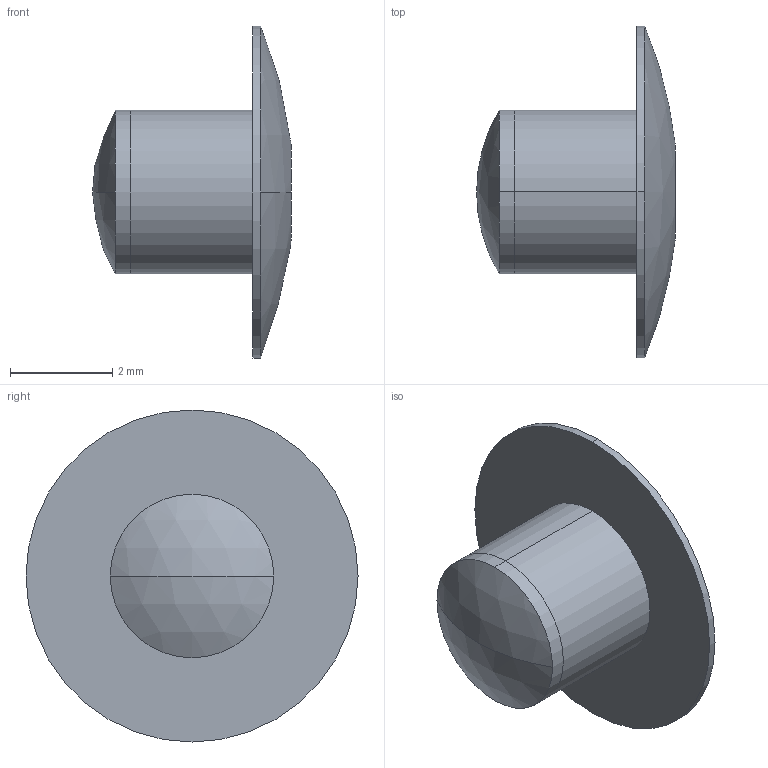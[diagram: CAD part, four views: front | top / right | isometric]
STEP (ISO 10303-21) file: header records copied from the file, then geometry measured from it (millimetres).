
FILE_DESCRIPTION (( 'STEP AP203' ), '1' );
FILE_NAME ('Rivet edit.STEP', '2025-09-10T19:20:42', ( '' ), ( '' ), 'SwSTEP 2.0', 'SolidWorks 2023', '' );
FILE_SCHEMA (( 'CONFIG_CONTROL_DESIGN' ));
Length unit declared in the file: millimetre
Products named in the file (1): Rivet edit_As supplied
Bounding box: 3.89 x 6.5 x 6.5 mm (x, y, z)
Volume: 40.5 mm3; surface area: 140 mm2
Topology: 2 solids, 2 shells, 22 faces, 50 edges, 30 vertices
Faces by surface type: cylinder 10, cone 6, sphere 4, plane 2
Entity records: 695 total; most frequent: DIRECTION 126, CARTESIAN_POINT 101, ORIENTED_EDGE 96, AXIS2_PLACEMENT_3D 55, EDGE_CURVE 48, CIRCLE 32, VERTEX_POINT 30, EDGE_LOOP 24
